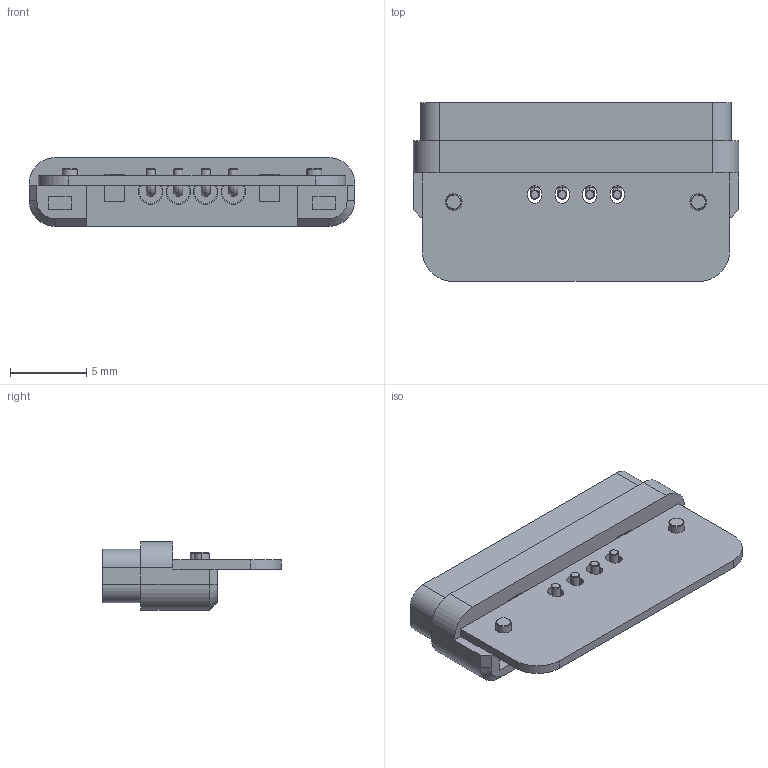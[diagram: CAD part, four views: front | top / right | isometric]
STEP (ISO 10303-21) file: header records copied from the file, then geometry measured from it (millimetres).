
FILE_DESCRIPTION (( 'STEP AP203' ), '1' );
FILE_NAME ('686K0412P50125E.STEP', '2023-04-28T14:10:27', ( '' ), ( '' ), 'SwSTEP 2.0', 'SolidWorks 2020', '' );
FILE_SCHEMA (( 'CONFIG_CONTROL_DESIGN' ));
Length unit declared in the file: millimetre
Products named in the file (1): 686K0412P50125E
Bounding box: 21.3 x 11.7 x 4.5 mm (x, y, z)
Volume: 479.9 mm3; surface area: 846.8 mm2
Topology: 1 solids, 1 shells, 246 faces, 622 edges, 396 vertices
Faces by surface type: plane 115, cylinder 84, torus 19, cone 14, bspline 14
Entity records: 8200 total; most frequent: CARTESIAN_POINT 2095, DIRECTION 1269, ORIENTED_EDGE 1244, EDGE_CURVE 622, AXIS2_PLACEMENT_3D 442, VERTEX_POINT 396, LINE 385, VECTOR 385
